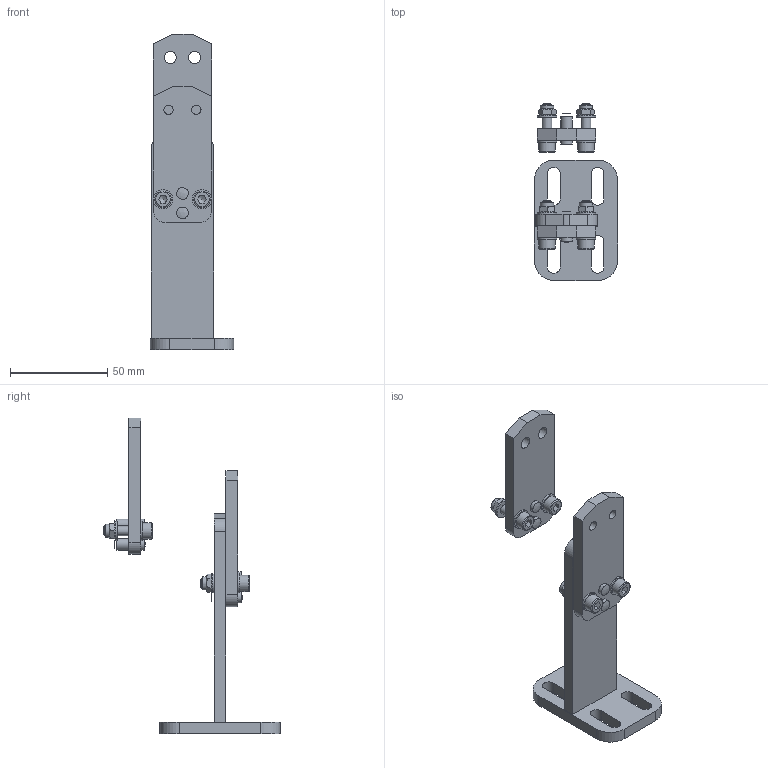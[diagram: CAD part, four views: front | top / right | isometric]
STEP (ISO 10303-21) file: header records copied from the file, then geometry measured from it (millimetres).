
FILE_DESCRIPTION(/* description */ (''),/* implementation_level */ '2;1');
FILE_NAME(/* name */ 'CBMS100.stp',/* time_stamp */ '2022-01-21T15:32:23+00:00',/* author */ ('Sandfield Engineering'),/* organization */ ('Sandfield Engineering'),/* preprocessor_version */ 'ST-DEVELOPER v18.1',/* originating_system */ 'Autodesk Inventor 2021',/* authorisation */ '');
FILE_SCHEMA (('AUTOMOTIVE_DESIGN { 1 0 10303 214 3 1 1 }'));
Length unit declared in the file: millimetre
Products named in the file (4): CBMS100; 100M CLAMP TOWER DERIVED; MG7 MOUNTING PLATE AND FIXINGS DERIVED; MG83 MOUNTING PLATE AND FIXINGS DERIVED
Assembly tree (3 placements, depth 2):
  CBMS100
    100M CLAMP TOWER DERIVED
    MG7 MOUNTING PLATE AND FIXINGS DERIVED
    MG83 MOUNTING PLATE AND FIXINGS DERIVED
Bounding box: 42.8 x 91 x 162.51 mm (x, y, z)
Volume: 58124.7 mm3; surface area: 29504.3 mm2
Topology: 3 solids, 3 shells, 244 faces, 560 edges, 368 vertices
Faces by surface type: plane 137, cylinder 75, cone 24, torus 4, sphere 4
Full cylindrical faces by diameter (mm): 4.8 x2, 5 x12, 5.3 x8, 5.5 x4, 6 x8, 6.2 x2, 6.9 x4, 8.5 x4, 10 x8
Entity records: 7024 total; most frequent: CARTESIAN_POINT 1327, DIRECTION 1176, ORIENTED_EDGE 1112, EDGE_CURVE 556, AXIS2_PLACEMENT_3D 445, VERTEX_POINT 368, EDGE_LOOP 314, LINE 286
